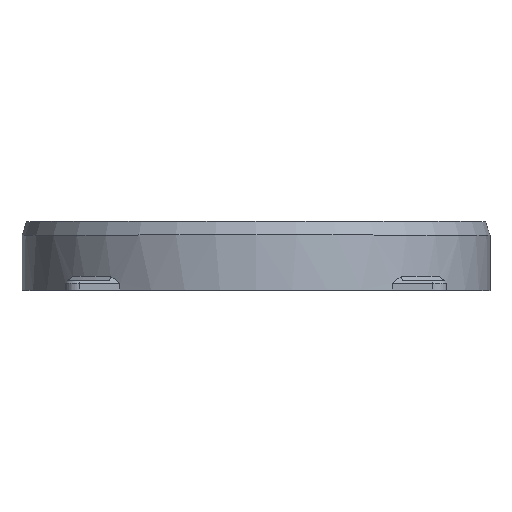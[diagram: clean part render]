
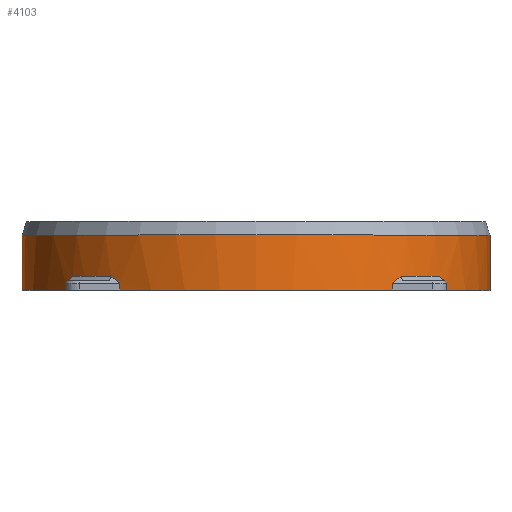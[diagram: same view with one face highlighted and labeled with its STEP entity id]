
A CAD part, top view. The second image highlights one B-rep face of the part: STEP entity #4103.
In plain terms, the highlighted cylindrical face has radius 102 mm (diameter 204 mm), a partial arc.
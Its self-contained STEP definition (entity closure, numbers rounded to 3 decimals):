
#202=LINE('',#5777,#680);
#203=LINE('',#5781,#681);
#204=LINE('',#5785,#682);
#205=LINE('',#5789,#683);
#206=LINE('',#5797,#684);
#207=LINE('',#5800,#685);
#680=VECTOR('',#4651,10.);
#681=VECTOR('',#4654,10.);
#682=VECTOR('',#4657,10.);
#683=VECTOR('',#4660,10.);
#684=VECTOR('',#4667,10.);
#685=VECTOR('',#4670,10.);
#1158=ELLIPSE('',#4321,144.25,102.);
#1159=ELLIPSE('',#4322,144.25,102.);
#1160=ELLIPSE('',#4326,144.25,102.);
#1161=ELLIPSE('',#4328,144.25,102.);
#1162=CYLINDRICAL_SURFACE('',#4320,102.);
#1196=FACE_OUTER_BOUND('',#1397,.T.);
#1397=EDGE_LOOP('',(#2827,#2828,#2829,#2830,#2831,#2832,#2833,#2834,#2835,
#2836,#2837,#2838,#2839,#2840,#2841,#2842));
#1645=CIRCLE('',#4318,102.);
#1647=CIRCLE('',#4323,102.);
#1648=CIRCLE('',#4324,102.);
#1649=CIRCLE('',#4325,102.);
#1650=CIRCLE('',#4327,102.);
#1651=CIRCLE('',#4329,102.);
#1789=VERTEX_POINT('',#5760);
#1790=VERTEX_POINT('',#5764);
#1792=VERTEX_POINT('',#5772);
#1793=VERTEX_POINT('',#5774);
#1794=VERTEX_POINT('',#5776);
#1795=VERTEX_POINT('',#5778);
#1796=VERTEX_POINT('',#5780);
#1797=VERTEX_POINT('',#5782);
#1798=VERTEX_POINT('',#5784);
#1799=VERTEX_POINT('',#5786);
#1800=VERTEX_POINT('',#5788);
#1801=VERTEX_POINT('',#5790);
#1802=VERTEX_POINT('',#5792);
#1803=VERTEX_POINT('',#5794);
#1804=VERTEX_POINT('',#5796);
#1805=VERTEX_POINT('',#5798);
#2199=EDGE_CURVE('',#1789,#1790,#1645,.T.);
#2202=EDGE_CURVE('',#1790,#1792,#1158,.T.);
#2203=EDGE_CURVE('',#1793,#1789,#1159,.T.);
#2204=EDGE_CURVE('',#1794,#1793,#202,.T.);
#2205=EDGE_CURVE('',#1794,#1795,#1647,.T.);
#2206=EDGE_CURVE('',#1795,#1796,#203,.T.);
#2207=EDGE_CURVE('',#1797,#1796,#1648,.T.);
#2208=EDGE_CURVE('',#1798,#1797,#204,.T.);
#2209=EDGE_CURVE('',#1798,#1799,#1649,.T.);
#2210=EDGE_CURVE('',#1799,#1800,#205,.T.);
#2211=EDGE_CURVE('',#1801,#1800,#1160,.T.);
#2212=EDGE_CURVE('',#1802,#1801,#1650,.T.);
#2213=EDGE_CURVE('',#1803,#1802,#1161,.T.);
#2214=EDGE_CURVE('',#1804,#1803,#206,.T.);
#2215=EDGE_CURVE('',#1804,#1805,#1651,.T.);
#2216=EDGE_CURVE('',#1805,#1792,#207,.T.);
#2827=ORIENTED_EDGE('',*,*,#2202,.F.);
#2828=ORIENTED_EDGE('',*,*,#2199,.F.);
#2829=ORIENTED_EDGE('',*,*,#2203,.F.);
#2830=ORIENTED_EDGE('',*,*,#2204,.F.);
#2831=ORIENTED_EDGE('',*,*,#2205,.T.);
#2832=ORIENTED_EDGE('',*,*,#2206,.T.);
#2833=ORIENTED_EDGE('',*,*,#2207,.F.);
#2834=ORIENTED_EDGE('',*,*,#2208,.F.);
#2835=ORIENTED_EDGE('',*,*,#2209,.T.);
#2836=ORIENTED_EDGE('',*,*,#2210,.T.);
#2837=ORIENTED_EDGE('',*,*,#2211,.F.);
#2838=ORIENTED_EDGE('',*,*,#2212,.F.);
#2839=ORIENTED_EDGE('',*,*,#2213,.F.);
#2840=ORIENTED_EDGE('',*,*,#2214,.F.);
#2841=ORIENTED_EDGE('',*,*,#2215,.T.);
#2842=ORIENTED_EDGE('',*,*,#2216,.T.);
#4103=ADVANCED_FACE('',(#1196),#1162,.T.);
#4318=AXIS2_PLACEMENT_3D('',#5765,#4641,#4642);
#4320=AXIS2_PLACEMENT_3D('',#5771,#4645,#4646);
#4321=AXIS2_PLACEMENT_3D('',#5773,#4647,#4648);
#4322=AXIS2_PLACEMENT_3D('',#5775,#4649,#4650);
#4323=AXIS2_PLACEMENT_3D('',#5779,#4652,#4653);
#4324=AXIS2_PLACEMENT_3D('',#5783,#4655,#4656);
#4325=AXIS2_PLACEMENT_3D('',#5787,#4658,#4659);
#4326=AXIS2_PLACEMENT_3D('',#5791,#4661,#4662);
#4327=AXIS2_PLACEMENT_3D('',#5793,#4663,#4664);
#4328=AXIS2_PLACEMENT_3D('',#5795,#4665,#4666);
#4329=AXIS2_PLACEMENT_3D('',#5799,#4668,#4669);
#4641=DIRECTION('center_axis',(0.,-1.,0.));
#4642=DIRECTION('ref_axis',(1.,0.,0.));
#4645=DIRECTION('center_axis',(0.,1.,0.));
#4646=DIRECTION('ref_axis',(-1.,0.,0.));
#4647=DIRECTION('center_axis',(0.,-0.707,
-0.707));
#4648=DIRECTION('ref_axis',(0.,-0.707,0.707));
#4649=DIRECTION('center_axis',(-0.707,-0.707,0.));
#4650=DIRECTION('ref_axis',(-0.707,0.707,0.));
#4651=DIRECTION('',(0.,1.,0.));
#4652=DIRECTION('center_axis',(0.,1.,0.));
#4653=DIRECTION('ref_axis',(-1.,0.,0.));
#4654=DIRECTION('',(0.,1.,0.));
#4655=DIRECTION('center_axis',(0.,1.,0.));
#4656=DIRECTION('ref_axis',(-1.,0.,0.));
#4657=DIRECTION('',(0.,1.,0.));
#4658=DIRECTION('center_axis',(0.,1.,0.));
#4659=DIRECTION('ref_axis',(-1.,0.,0.));
#4660=DIRECTION('',(0.,1.,0.));
#4661=DIRECTION('center_axis',(0.707,-0.707,0.));
#4662=DIRECTION('ref_axis',(-0.707,-0.707,0.));
#4663=DIRECTION('center_axis',(0.,-1.,0.));
#4664=DIRECTION('ref_axis',(-1.,0.,0.));
#4665=DIRECTION('center_axis',(0.,-0.707,-0.707));
#4666=DIRECTION('ref_axis',(0.,-0.707,0.707));
#4667=DIRECTION('',(0.,1.,0.));
#4668=DIRECTION('center_axis',(0.,1.,0.));
#4669=DIRECTION('ref_axis',(-1.,0.,0.));
#4670=DIRECTION('',(0.,1.,0.));
#5760=CARTESIAN_POINT('',(80.,36.,63.277));
#5764=CARTESIAN_POINT('',(63.277,36.,80.));
#5765=CARTESIAN_POINT('Origin',(0.,36.,0.));
#5771=CARTESIAN_POINT('Origin',(0.,30.,0.));
#5772=CARTESIAN_POINT('',(59.287,33.,83.));
#5773=CARTESIAN_POINT('Origin',(0.,116.,0.));
#5774=CARTESIAN_POINT('',(83.,33.,59.287));
#5775=CARTESIAN_POINT('Origin',(0.,116.,0.));
#5776=CARTESIAN_POINT('',(83.,30.,59.287));
#5777=CARTESIAN_POINT('',(83.,30.,59.287));
#5778=CARTESIAN_POINT('',(102.,30.,0.));
#5779=CARTESIAN_POINT('Origin',(0.,30.,0.));
#5780=CARTESIAN_POINT('',(102.,54.,0.));
#5781=CARTESIAN_POINT('',(102.,30.,0.));
#5782=CARTESIAN_POINT('',(-102.,54.,0.));
#5783=CARTESIAN_POINT('Origin',(0.,54.,0.));
#5784=CARTESIAN_POINT('',(-102.,30.,0.));
#5785=CARTESIAN_POINT('',(-102.,30.,0.));
#5786=CARTESIAN_POINT('',(-83.,30.,59.287));
#5787=CARTESIAN_POINT('Origin',(0.,30.,0.));
#5788=CARTESIAN_POINT('',(-83.,33.,59.287));
#5789=CARTESIAN_POINT('',(-83.,30.,59.287));
#5790=CARTESIAN_POINT('',(-80.,36.,63.277));
#5791=CARTESIAN_POINT('Origin',(0.,116.,0.));
#5792=CARTESIAN_POINT('',(-63.277,36.,80.));
#5793=CARTESIAN_POINT('Origin',(0.,36.,0.));
#5794=CARTESIAN_POINT('',(-59.287,33.,83.));
#5795=CARTESIAN_POINT('Origin',(0.,116.,0.));
#5796=CARTESIAN_POINT('',(-59.287,30.,83.));
#5797=CARTESIAN_POINT('',(-59.287,30.,83.));
#5798=CARTESIAN_POINT('',(59.287,30.,83.));
#5799=CARTESIAN_POINT('Origin',(0.,30.,0.));
#5800=CARTESIAN_POINT('',(59.287,30.,83.));
